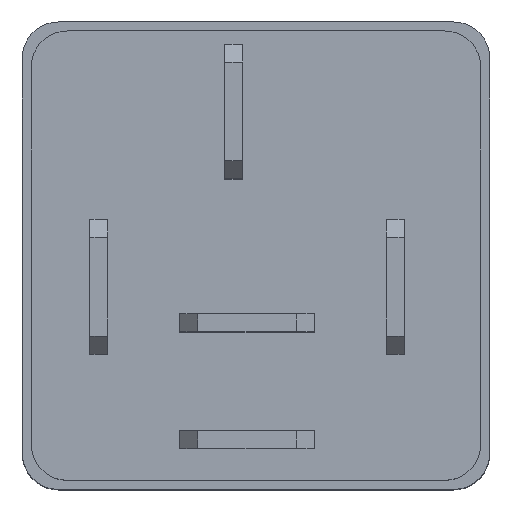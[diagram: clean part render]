
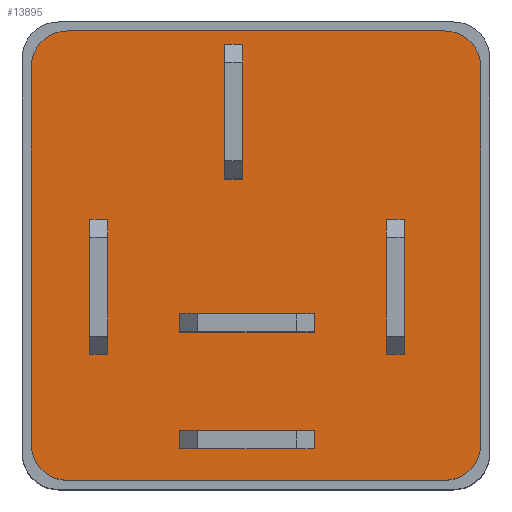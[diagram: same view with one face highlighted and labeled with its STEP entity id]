
A CAD part, top view. The second image highlights one B-rep face of the part: STEP entity #13895.
In plain terms, the highlighted planar face has unit normal (0, 0, 1).
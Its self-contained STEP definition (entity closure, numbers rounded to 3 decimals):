
#69=CIRCLE('',#14345,2.);
#70=CIRCLE('',#14348,2.);
#71=CIRCLE('',#14349,2.);
#72=CIRCLE('',#14350,2.);
#1049=FACE_BOUND('',#2562,.T.);
#1050=FACE_BOUND('',#2563,.T.);
#1051=FACE_BOUND('',#2564,.T.);
#1052=FACE_BOUND('',#2565,.T.);
#1053=FACE_BOUND('',#2566,.T.);
#1764=FACE_OUTER_BOUND('',#2561,.T.);
#2561=EDGE_LOOP('',(#12150,#12151,#12152,#12153,#12154,#12155,#12156,#12157));
#2562=EDGE_LOOP('',(#12158,#12159,#12160,#12161));
#2563=EDGE_LOOP('',(#12162,#12163,#12164,#12165));
#2564=EDGE_LOOP('',(#12166,#12167,#12168,#12169));
#2565=EDGE_LOOP('',(#12170,#12171,#12172,#12173));
#2566=EDGE_LOOP('',(#12174,#12175,#12176,#12177));
#3504=LINE('',#23760,#4792);
#3517=LINE('',#23787,#4805);
#3530=LINE('',#23814,#4818);
#3543=LINE('',#23841,#4831);
#3556=LINE('',#23868,#4844);
#3563=LINE('',#23881,#4851);
#3565=LINE('',#23885,#4853);
#3566=LINE('',#23887,#4854);
#3567=LINE('',#23890,#4855);
#3570=LINE('',#23895,#4858);
#3571=LINE('',#23897,#4859);
#3573=LINE('',#23901,#4861);
#3575=LINE('',#23905,#4863);
#3576=LINE('',#23907,#4864);
#3577=LINE('',#23910,#4865);
#3580=LINE('',#23915,#4868);
#3581=LINE('',#23917,#4869);
#3583=LINE('',#23921,#4871);
#3585=LINE('',#23925,#4873);
#3586=LINE('',#23927,#4874);
#3852=LINE('',#24905,#5140);
#3854=LINE('',#24909,#5142);
#3855=LINE('',#24913,#5143);
#3856=LINE('',#24917,#5144);
#4792=VECTOR('',#15866,7.5);
#4805=VECTOR('',#15887,7.5);
#4818=VECTOR('',#15908,7.5);
#4831=VECTOR('',#15929,7.5);
#4844=VECTOR('',#15950,7.5);
#4851=VECTOR('',#15963,1.);
#4853=VECTOR('',#15967,7.5);
#4854=VECTOR('',#15970,1.);
#4855=VECTOR('',#15973,1.);
#4858=VECTOR('',#15978,1.);
#4859=VECTOR('',#15981,7.5);
#4861=VECTOR('',#15985,1.);
#4863=VECTOR('',#15989,7.5);
#4864=VECTOR('',#15992,1.);
#4865=VECTOR('',#15995,1.);
#4868=VECTOR('',#16000,1.);
#4869=VECTOR('',#16003,7.5);
#4871=VECTOR('',#16007,1.);
#4873=VECTOR('',#16011,7.5);
#4874=VECTOR('',#16014,1.);
#5140=VECTOR('',#16522,21.);
#5142=VECTOR('',#16526,21.);
#5143=VECTOR('',#16529,21.);
#5144=VECTOR('',#16532,21.);
#6160=VERTEX_POINT('',#23757);
#6161=VERTEX_POINT('',#23759);
#6170=VERTEX_POINT('',#23784);
#6171=VERTEX_POINT('',#23786);
#6180=VERTEX_POINT('',#23811);
#6181=VERTEX_POINT('',#23813);
#6190=VERTEX_POINT('',#23838);
#6191=VERTEX_POINT('',#23840);
#6200=VERTEX_POINT('',#23865);
#6201=VERTEX_POINT('',#23867);
#6204=VERTEX_POINT('',#23879);
#6205=VERTEX_POINT('',#23883);
#6206=VERTEX_POINT('',#23889);
#6207=VERTEX_POINT('',#23893);
#6208=VERTEX_POINT('',#23899);
#6209=VERTEX_POINT('',#23903);
#6210=VERTEX_POINT('',#23909);
#6211=VERTEX_POINT('',#23913);
#6212=VERTEX_POINT('',#23919);
#6213=VERTEX_POINT('',#23923);
#6424=VERTEX_POINT('',#24898);
#6425=VERTEX_POINT('',#24899);
#6426=VERTEX_POINT('',#24904);
#6427=VERTEX_POINT('',#24908);
#6428=VERTEX_POINT('',#24910);
#6429=VERTEX_POINT('',#24912);
#6430=VERTEX_POINT('',#24914);
#6431=VERTEX_POINT('',#24916);
#7938=EDGE_CURVE('',#6161,#6160,#3504,.T.);
#7951=EDGE_CURVE('',#6171,#6170,#3517,.T.);
#7964=EDGE_CURVE('',#6181,#6180,#3530,.T.);
#7977=EDGE_CURVE('',#6191,#6190,#3543,.T.);
#7990=EDGE_CURVE('',#6201,#6200,#3556,.T.);
#7997=EDGE_CURVE('',#6170,#6204,#3563,.T.);
#7999=EDGE_CURVE('',#6204,#6205,#3565,.T.);
#8000=EDGE_CURVE('',#6205,#6171,#3566,.T.);
#8001=EDGE_CURVE('',#6206,#6191,#3567,.T.);
#8004=EDGE_CURVE('',#6190,#6207,#3570,.T.);
#8005=EDGE_CURVE('',#6207,#6206,#3571,.T.);
#8007=EDGE_CURVE('',#6180,#6208,#3573,.T.);
#8009=EDGE_CURVE('',#6208,#6209,#3575,.T.);
#8010=EDGE_CURVE('',#6209,#6181,#3576,.T.);
#8011=EDGE_CURVE('',#6210,#6201,#3577,.T.);
#8014=EDGE_CURVE('',#6200,#6211,#3580,.T.);
#8015=EDGE_CURVE('',#6211,#6210,#3581,.T.);
#8017=EDGE_CURVE('',#6160,#6212,#3583,.T.);
#8019=EDGE_CURVE('',#6212,#6213,#3585,.T.);
#8020=EDGE_CURVE('',#6213,#6161,#3586,.T.);
#8340=EDGE_CURVE('',#6424,#6425,#69,.T.);
#8343=EDGE_CURVE('',#6426,#6425,#3852,.T.);
#8345=EDGE_CURVE('',#6424,#6427,#3854,.T.);
#8346=EDGE_CURVE('',#6428,#6427,#70,.T.);
#8347=EDGE_CURVE('',#6428,#6429,#3855,.T.);
#8348=EDGE_CURVE('',#6430,#6429,#71,.T.);
#8349=EDGE_CURVE('',#6430,#6431,#3856,.T.);
#8350=EDGE_CURVE('',#6426,#6431,#72,.T.);
#12150=ORIENTED_EDGE('',*,*,#8340,.F.);
#12151=ORIENTED_EDGE('',*,*,#8345,.T.);
#12152=ORIENTED_EDGE('',*,*,#8346,.F.);
#12153=ORIENTED_EDGE('',*,*,#8347,.T.);
#12154=ORIENTED_EDGE('',*,*,#8348,.F.);
#12155=ORIENTED_EDGE('',*,*,#8349,.T.);
#12156=ORIENTED_EDGE('',*,*,#8350,.F.);
#12157=ORIENTED_EDGE('',*,*,#8343,.T.);
#12158=ORIENTED_EDGE('',*,*,#7951,.T.);
#12159=ORIENTED_EDGE('',*,*,#7997,.T.);
#12160=ORIENTED_EDGE('',*,*,#7999,.T.);
#12161=ORIENTED_EDGE('',*,*,#8000,.T.);
#12162=ORIENTED_EDGE('',*,*,#8001,.T.);
#12163=ORIENTED_EDGE('',*,*,#7977,.T.);
#12164=ORIENTED_EDGE('',*,*,#8004,.T.);
#12165=ORIENTED_EDGE('',*,*,#8005,.T.);
#12166=ORIENTED_EDGE('',*,*,#7964,.T.);
#12167=ORIENTED_EDGE('',*,*,#8007,.T.);
#12168=ORIENTED_EDGE('',*,*,#8009,.T.);
#12169=ORIENTED_EDGE('',*,*,#8010,.T.);
#12170=ORIENTED_EDGE('',*,*,#8011,.T.);
#12171=ORIENTED_EDGE('',*,*,#7990,.T.);
#12172=ORIENTED_EDGE('',*,*,#8014,.T.);
#12173=ORIENTED_EDGE('',*,*,#8015,.T.);
#12174=ORIENTED_EDGE('',*,*,#7938,.T.);
#12175=ORIENTED_EDGE('',*,*,#8017,.T.);
#12176=ORIENTED_EDGE('',*,*,#8019,.T.);
#12177=ORIENTED_EDGE('',*,*,#8020,.T.);
#12599=PLANE('',#14347);
#13895=ADVANCED_FACE('',(#1764,#1049,#1050,#1051,#1052,#1053),#12599,.T.);
#14345=AXIS2_PLACEMENT_3D('',#24900,#16516,#16517);
#14347=AXIS2_PLACEMENT_3D('',#24907,#16524,#16525);
#14348=AXIS2_PLACEMENT_3D('',#24911,#16527,#16528);
#14349=AXIS2_PLACEMENT_3D('',#24915,#16530,#16531);
#14350=AXIS2_PLACEMENT_3D('',#24918,#16533,#16534);
#15866=DIRECTION('',(0.,-1.,0.));
#15887=DIRECTION('',(0.,-1.,0.));
#15908=DIRECTION('',(0.,-1.,0.));
#15929=DIRECTION('',(-1.,0.,0.));
#15950=DIRECTION('',(-1.,0.,0.));
#15963=DIRECTION('',(-1.,0.,0.));
#15967=DIRECTION('',(0.,1.,0.));
#15970=DIRECTION('',(1.,0.,0.));
#15973=DIRECTION('',(0.,-1.,0.));
#15978=DIRECTION('',(0.,1.,0.));
#15981=DIRECTION('',(1.,0.,0.));
#15985=DIRECTION('',(-1.,0.,0.));
#15989=DIRECTION('',(0.,1.,0.));
#15992=DIRECTION('',(1.,0.,0.));
#15995=DIRECTION('',(0.,-1.,0.));
#16000=DIRECTION('',(0.,1.,0.));
#16003=DIRECTION('',(1.,0.,0.));
#16007=DIRECTION('',(-1.,0.,0.));
#16011=DIRECTION('',(0.,1.,0.));
#16014=DIRECTION('',(1.,0.,0.));
#16516=DIRECTION('center_axis',(0.,0.,-1.));
#16517=DIRECTION('ref_axis',(0.707,0.707,0.));
#16522=DIRECTION('',(0.,1.,0.));
#16524=DIRECTION('center_axis',(0.,0.,1.));
#16525=DIRECTION('ref_axis',(1.,0.,0.));
#16526=DIRECTION('',(-1.,0.,0.));
#16527=DIRECTION('center_axis',(0.,0.,-1.));
#16528=DIRECTION('ref_axis',(-0.707,0.707,0.));
#16529=DIRECTION('',(0.,-1.,0.));
#16530=DIRECTION('center_axis',(0.,0.,-1.));
#16531=DIRECTION('ref_axis',(-0.707,-0.707,0.));
#16532=DIRECTION('',(1.,0.,0.));
#16533=DIRECTION('center_axis',(0.,0.,-1.));
#16534=DIRECTION('ref_axis',(0.707,-0.707,0.));
#23757=CARTESIAN_POINT('',(8.25,-5.5,22.5));
#23759=CARTESIAN_POINT('',(8.25,2.,22.5));
#23760=CARTESIAN_POINT('',(8.25,-2.75,22.5));
#23784=CARTESIAN_POINT('',(-8.25,-5.5,22.5));
#23786=CARTESIAN_POINT('',(-8.25,2.,22.5));
#23787=CARTESIAN_POINT('',(-8.25,-2.75,22.5));
#23811=CARTESIAN_POINT('',(-0.75,4.25,22.5));
#23813=CARTESIAN_POINT('',(-0.75,11.75,22.5));
#23814=CARTESIAN_POINT('',(-0.75,2.125,22.5));
#23838=CARTESIAN_POINT('',(-4.25,-4.25,22.5));
#23840=CARTESIAN_POINT('',(3.25,-4.25,22.5));
#23841=CARTESIAN_POINT('',(-2.125,-4.25,22.5));
#23865=CARTESIAN_POINT('',(-4.25,-10.75,22.5));
#23867=CARTESIAN_POINT('',(3.25,-10.75,22.5));
#23868=CARTESIAN_POINT('',(-2.125,-10.75,22.5));
#23879=CARTESIAN_POINT('',(-9.25,-5.5,22.5));
#23881=CARTESIAN_POINT('',(-4.625,-5.5,22.5));
#23883=CARTESIAN_POINT('',(-9.25,2.,22.5));
#23885=CARTESIAN_POINT('',(-9.25,1.,22.5));
#23887=CARTESIAN_POINT('',(-4.125,2.,22.5));
#23889=CARTESIAN_POINT('',(3.25,-3.25,22.5));
#23890=CARTESIAN_POINT('',(3.25,-2.125,22.5));
#23893=CARTESIAN_POINT('',(-4.25,-3.25,22.5));
#23895=CARTESIAN_POINT('',(-4.25,-1.625,22.5));
#23897=CARTESIAN_POINT('',(1.625,-3.25,22.5));
#23899=CARTESIAN_POINT('',(-1.75,4.25,22.5));
#23901=CARTESIAN_POINT('',(-0.875,4.25,22.5));
#23903=CARTESIAN_POINT('',(-1.75,11.75,22.5));
#23905=CARTESIAN_POINT('',(-1.75,5.875,22.5));
#23907=CARTESIAN_POINT('',(-0.375,11.75,22.5));
#23909=CARTESIAN_POINT('',(3.25,-9.75,22.5));
#23910=CARTESIAN_POINT('',(3.25,-5.375,22.5));
#23913=CARTESIAN_POINT('',(-4.25,-9.75,22.5));
#23915=CARTESIAN_POINT('',(-4.25,-4.875,22.5));
#23917=CARTESIAN_POINT('',(1.625,-9.75,22.5));
#23919=CARTESIAN_POINT('',(7.25,-5.5,22.5));
#23921=CARTESIAN_POINT('',(3.625,-5.5,22.5));
#23923=CARTESIAN_POINT('',(7.25,2.,22.5));
#23925=CARTESIAN_POINT('',(7.25,1.,22.5));
#23927=CARTESIAN_POINT('',(4.125,2.,22.5));
#24898=CARTESIAN_POINT('',(10.5,12.5,22.5));
#24899=CARTESIAN_POINT('',(12.5,10.5,22.5));
#24900=CARTESIAN_POINT('Origin',(10.5,10.5,22.5));
#24904=CARTESIAN_POINT('',(12.5,-10.5,22.5));
#24905=CARTESIAN_POINT('',(12.5,12.5,22.5));
#24907=CARTESIAN_POINT('Origin',(0.,0.,22.5));
#24908=CARTESIAN_POINT('',(-10.5,12.5,22.5));
#24909=CARTESIAN_POINT('',(-12.5,12.5,22.5));
#24910=CARTESIAN_POINT('',(-12.5,10.5,22.5));
#24911=CARTESIAN_POINT('Origin',(-10.5,10.5,22.5));
#24912=CARTESIAN_POINT('',(-12.5,-10.5,22.5));
#24913=CARTESIAN_POINT('',(-12.5,-12.5,22.5));
#24914=CARTESIAN_POINT('',(-10.5,-12.5,22.5));
#24915=CARTESIAN_POINT('Origin',(-10.5,-10.5,22.5));
#24916=CARTESIAN_POINT('',(10.5,-12.5,22.5));
#24917=CARTESIAN_POINT('',(12.5,-12.5,22.5));
#24918=CARTESIAN_POINT('Origin',(10.5,-10.5,22.5));
